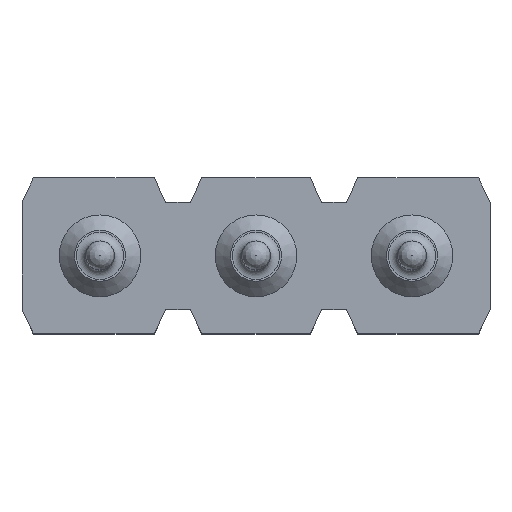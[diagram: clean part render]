
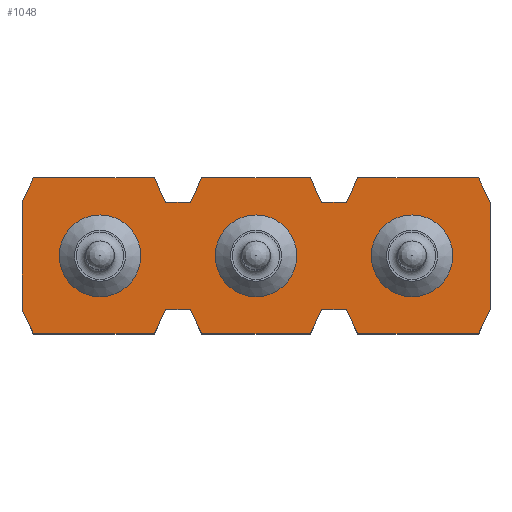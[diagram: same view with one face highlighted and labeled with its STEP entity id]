
A CAD part, top view. The second image highlights one B-rep face of the part: STEP entity #1048.
In plain terms, the highlighted planar face has unit normal (0, 0, 1).
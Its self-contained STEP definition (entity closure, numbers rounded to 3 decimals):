
#18=LINE($,#1816,#90);
#21=LINE($,#1824,#93);
#25=LINE($,#1831,#97);
#28=LINE($,#1837,#100);
#31=LINE($,#1843,#103);
#34=LINE($,#1849,#106);
#37=LINE($,#1855,#109);
#39=LINE($,#1860,#111);
#42=LINE($,#1864,#114);
#60=LINE($,#1900,#132);
#62=LINE($,#1905,#134);
#65=LINE($,#1910,#137);
#67=LINE($,#1914,#139);
#69=LINE($,#1918,#141);
#70=LINE($,#1920,#142);
#72=LINE($,#1924,#144);
#73=LINE($,#1926,#145);
#75=LINE($,#1931,#147);
#78=LINE($,#1936,#150);
#80=LINE($,#1940,#152);
#82=LINE($,#1944,#154);
#83=LINE($,#1946,#155);
#85=LINE($,#1950,#157);
#86=LINE($,#1952,#158);
#90=VECTOR($,#1367,0.4);
#93=VECTOR($,#1372,1.967);
#97=VECTOR($,#1378,0.441);
#100=VECTOR($,#1383,1.74);
#103=VECTOR($,#1388,0.441);
#106=VECTOR($,#1393,1.967);
#109=VECTOR($,#1398,0.441);
#111=VECTOR($,#1402,0.4);
#114=VECTOR($,#1407,0.441);
#132=VECTOR($,#1429,0.4);
#134=VECTOR($,#1433,0.441);
#137=VECTOR($,#1438,0.4);
#139=VECTOR($,#1442,0.441);
#141=VECTOR($,#1446,1.767);
#142=VECTOR($,#1449,0.441);
#144=VECTOR($,#1453,0.441);
#145=VECTOR($,#1456,1.767);
#147=VECTOR($,#1460,0.441);
#150=VECTOR($,#1465,1.74);
#152=VECTOR($,#1469,0.441);
#154=VECTOR($,#1473,1.967);
#155=VECTOR($,#1476,0.441);
#157=VECTOR($,#1480,0.441);
#158=VECTOR($,#1483,1.967);
#298=FACE_OUTER_BOUND($,#396,.T.);
#396=EDGE_LOOP($,(#910,#911,#912,#913,#914,#915,#916,#917,#918,#919,#920,
#921,#922,#923,#924,#925,#926,#927,#928,#929,#930,#931,#932,#933));
#499=VERTEX_POINT($,#1809);
#502=VERTEX_POINT($,#1814);
#505=VERTEX_POINT($,#1821);
#506=VERTEX_POINT($,#1823);
#508=VERTEX_POINT($,#1829);
#510=VERTEX_POINT($,#1835);
#512=VERTEX_POINT($,#1841);
#514=VERTEX_POINT($,#1847);
#516=VERTEX_POINT($,#1853);
#517=VERTEX_POINT($,#1857);
#533=VERTEX_POINT($,#1896);
#534=VERTEX_POINT($,#1898);
#535=VERTEX_POINT($,#1902);
#536=VERTEX_POINT($,#1904);
#537=VERTEX_POINT($,#1908);
#538=VERTEX_POINT($,#1912);
#539=VERTEX_POINT($,#1916);
#540=VERTEX_POINT($,#1922);
#541=VERTEX_POINT($,#1928);
#542=VERTEX_POINT($,#1930);
#543=VERTEX_POINT($,#1934);
#544=VERTEX_POINT($,#1938);
#545=VERTEX_POINT($,#1942);
#546=VERTEX_POINT($,#1948);
#607=EDGE_CURVE($,#502,#499,#18,.T.);
#610=EDGE_CURVE($,#506,#505,#21,.T.);
#614=EDGE_CURVE($,#505,#508,#25,.T.);
#617=EDGE_CURVE($,#508,#510,#28,.T.);
#620=EDGE_CURVE($,#510,#512,#31,.T.);
#623=EDGE_CURVE($,#512,#514,#34,.T.);
#626=EDGE_CURVE($,#514,#516,#37,.T.);
#628=EDGE_CURVE($,#516,#517,#39,.T.);
#631=EDGE_CURVE($,#502,#506,#42,.T.);
#649=EDGE_CURVE($,#534,#533,#60,.T.);
#651=EDGE_CURVE($,#535,#536,#62,.T.);
#654=EDGE_CURVE($,#535,#537,#65,.T.);
#656=EDGE_CURVE($,#538,#534,#67,.T.);
#658=EDGE_CURVE($,#539,#538,#69,.T.);
#659=EDGE_CURVE($,#499,#539,#70,.T.);
#661=EDGE_CURVE($,#540,#517,#72,.T.);
#662=EDGE_CURVE($,#536,#540,#73,.T.);
#664=EDGE_CURVE($,#542,#541,#75,.T.);
#667=EDGE_CURVE($,#541,#543,#78,.T.);
#669=EDGE_CURVE($,#543,#544,#80,.T.);
#671=EDGE_CURVE($,#544,#545,#82,.T.);
#672=EDGE_CURVE($,#545,#533,#83,.T.);
#674=EDGE_CURVE($,#537,#546,#85,.T.);
#675=EDGE_CURVE($,#546,#542,#86,.T.);
#910=ORIENTED_EDGE($,*,*,#675,.T.);
#911=ORIENTED_EDGE($,*,*,#664,.T.);
#912=ORIENTED_EDGE($,*,*,#667,.T.);
#913=ORIENTED_EDGE($,*,*,#669,.T.);
#914=ORIENTED_EDGE($,*,*,#671,.T.);
#915=ORIENTED_EDGE($,*,*,#672,.T.);
#916=ORIENTED_EDGE($,*,*,#649,.F.);
#917=ORIENTED_EDGE($,*,*,#656,.F.);
#918=ORIENTED_EDGE($,*,*,#658,.F.);
#919=ORIENTED_EDGE($,*,*,#659,.F.);
#920=ORIENTED_EDGE($,*,*,#607,.F.);
#921=ORIENTED_EDGE($,*,*,#631,.T.);
#922=ORIENTED_EDGE($,*,*,#610,.T.);
#923=ORIENTED_EDGE($,*,*,#614,.T.);
#924=ORIENTED_EDGE($,*,*,#617,.T.);
#925=ORIENTED_EDGE($,*,*,#620,.T.);
#926=ORIENTED_EDGE($,*,*,#623,.T.);
#927=ORIENTED_EDGE($,*,*,#626,.T.);
#928=ORIENTED_EDGE($,*,*,#628,.T.);
#929=ORIENTED_EDGE($,*,*,#661,.F.);
#930=ORIENTED_EDGE($,*,*,#662,.F.);
#931=ORIENTED_EDGE($,*,*,#651,.F.);
#932=ORIENTED_EDGE($,*,*,#654,.T.);
#933=ORIENTED_EDGE($,*,*,#674,.T.);
#977=PLANE($,#1179);
#1048=ADVANCED_FACE($,(#298),#977,.F.);
#1179=AXIS2_PLACEMENT_3D($,#1953,#1484,#1485);
#1367=DIRECTION($,(-1.,0.,0.));
#1372=DIRECTION($,(1.,0.,0.));
#1378=DIRECTION($,(0.423,0.906,0.));
#1383=DIRECTION($,(0.,1.,0.));
#1388=DIRECTION($,(-0.423,0.906,0.));
#1393=DIRECTION($,(-1.,0.,0.));
#1398=DIRECTION($,(-0.423,-0.906,0.));
#1402=DIRECTION($,(-1.,0.,0.));
#1407=DIRECTION($,(0.423,-0.906,0.));
#1429=DIRECTION($,(-1.,0.,0.));
#1433=DIRECTION($,(0.423,0.906,0.));
#1438=DIRECTION($,(-1.,0.,0.));
#1442=DIRECTION($,(-0.423,0.906,0.));
#1446=DIRECTION($,(-1.,0.,0.));
#1449=DIRECTION($,(-0.423,-0.906,0.));
#1453=DIRECTION($,(0.423,-0.906,0.));
#1456=DIRECTION($,(1.,0.,0.));
#1460=DIRECTION($,(-0.423,-0.906,0.));
#1465=DIRECTION($,(0.,-1.,0.));
#1469=DIRECTION($,(0.423,-0.906,0.));
#1473=DIRECTION($,(1.,0.,0.));
#1476=DIRECTION($,(0.423,0.906,0.));
#1480=DIRECTION($,(-0.423,0.906,0.));
#1483=DIRECTION($,(-1.,0.,0.));
#1484=DIRECTION('center_axis',(0.,0.,-1.));
#1485=DIRECTION('ref_axis',(1.,0.,0.));
#1809=CARTESIAN_POINT('',(3.61,-0.87,3.33));
#1814=CARTESIAN_POINT('',(4.01,-0.87,3.33));
#1816=CARTESIAN_POINT($,(4.01,-0.87,3.33));
#1821=CARTESIAN_POINT('',(6.163,-1.27,3.33));
#1823=CARTESIAN_POINT('',(4.197,-1.27,3.33));
#1824=CARTESIAN_POINT($,(4.197,-1.27,3.33));
#1829=CARTESIAN_POINT('',(6.35,-0.87,3.33));
#1831=CARTESIAN_POINT($,(6.163,-1.27,3.33));
#1835=CARTESIAN_POINT('',(6.35,0.87,3.33));
#1837=CARTESIAN_POINT($,(6.35,-0.87,3.33));
#1841=CARTESIAN_POINT('',(6.163,1.27,3.33));
#1843=CARTESIAN_POINT($,(6.35,0.87,3.33));
#1847=CARTESIAN_POINT('',(4.197,1.27,3.33));
#1849=CARTESIAN_POINT($,(6.163,1.27,3.33));
#1853=CARTESIAN_POINT('',(4.01,0.87,3.33));
#1855=CARTESIAN_POINT($,(4.197,1.27,3.33));
#1857=CARTESIAN_POINT('',(3.61,0.87,3.33));
#1860=CARTESIAN_POINT($,(4.01,0.87,3.33));
#1864=CARTESIAN_POINT($,(4.01,-0.87,3.33));
#1896=CARTESIAN_POINT('',(1.07,-0.87,3.33));
#1898=CARTESIAN_POINT('',(1.47,-0.87,3.33));
#1900=CARTESIAN_POINT($,(1.47,-0.87,3.33));
#1902=CARTESIAN_POINT('',(1.47,0.87,3.33));
#1904=CARTESIAN_POINT('',(1.657,1.27,3.33));
#1905=CARTESIAN_POINT($,(1.47,0.87,3.33));
#1908=CARTESIAN_POINT('',(1.07,0.87,3.33));
#1910=CARTESIAN_POINT($,(1.47,0.87,3.33));
#1912=CARTESIAN_POINT('',(1.657,-1.27,3.33));
#1914=CARTESIAN_POINT($,(1.657,-1.27,3.33));
#1916=CARTESIAN_POINT('',(3.423,-1.27,3.33));
#1918=CARTESIAN_POINT($,(3.423,-1.27,3.33));
#1920=CARTESIAN_POINT($,(3.61,-0.87,3.33));
#1922=CARTESIAN_POINT('',(3.423,1.27,3.33));
#1924=CARTESIAN_POINT($,(3.423,1.27,3.33));
#1926=CARTESIAN_POINT($,(1.657,1.27,3.33));
#1928=CARTESIAN_POINT('',(-1.27,0.87,3.33));
#1930=CARTESIAN_POINT('',(-1.083,1.27,3.33));
#1931=CARTESIAN_POINT($,(-1.083,1.27,3.33));
#1934=CARTESIAN_POINT('',(-1.27,-0.87,3.33));
#1936=CARTESIAN_POINT($,(-1.27,0.87,3.33));
#1938=CARTESIAN_POINT('',(-1.083,-1.27,3.33));
#1940=CARTESIAN_POINT($,(-1.27,-0.87,3.33));
#1942=CARTESIAN_POINT('',(0.883,-1.27,3.33));
#1944=CARTESIAN_POINT($,(-1.083,-1.27,3.33));
#1946=CARTESIAN_POINT($,(0.883,-1.27,3.33));
#1948=CARTESIAN_POINT('',(0.883,1.27,3.33));
#1950=CARTESIAN_POINT($,(1.07,0.87,3.33));
#1952=CARTESIAN_POINT($,(0.883,1.27,3.33));
#1953=CARTESIAN_POINT('Origin',(-0.1,0.,
3.33));
